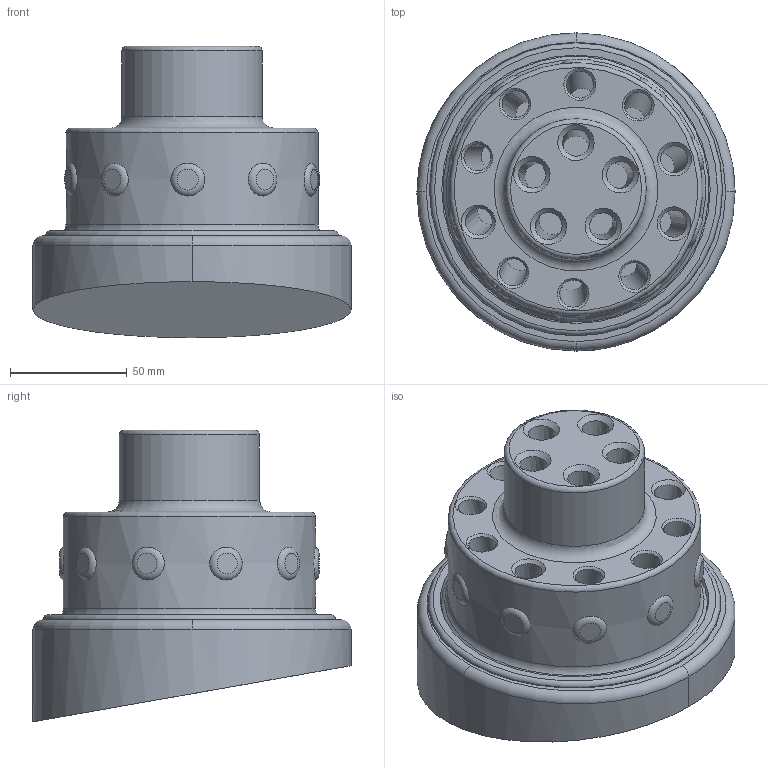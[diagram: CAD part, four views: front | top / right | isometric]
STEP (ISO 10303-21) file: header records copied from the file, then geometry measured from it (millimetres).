
FILE_DESCRIPTION(('FreeCAD Model'),'2;1');
FILE_NAME('Open CASCADE Shape Model','2025-04-25T16:35:56',('FreeCAD'),( 'FreeCAD'),'Open CASCADE STEP processor 7.6','FreeCAD','Unknown');
FILE_SCHEMA(('AUTOMOTIVE_DESIGN { 1 0 10303 214 1 1 1 1 }'));
Length unit declared in the file: millimetre
Products named in the file (1): Open CASCADE STEP translator 7.6 1
Bounding box: 136 x 136 x 124.64 mm (x, y, z)
Volume: 911678.6 mm3; surface area: 151987 mm2
Topology: 9 solids, 10 shells, 168 faces, 404 edges, 289 vertices
Faces by surface type: plane 53, torus 39, bspline 30, cylinder 27, cone 12, sphere 7
Full cylindrical faces by diameter (mm): 8 x2, 8.25 x1, 8.35 x1, 12.15 x2, 12.422 x2, 12.902 x2, 17.6 x2, 19.2 x2, 19.84 x2, 22 x1, 22.35 x1, 60 x1, 108 x1, 113.8 x1, 114.75 x1, 125 x1, 125.35 x1
Entity records: 26200 total; most frequent: CARTESIAN_POINT 22475, ORIENTED_EDGE 766, DIRECTION 713, EDGE_CURVE 383, AXIS2_PLACEMENT_3D 337, VERTEX_POINT 282, FACE_BOUND 227, EDGE_LOOP 220
